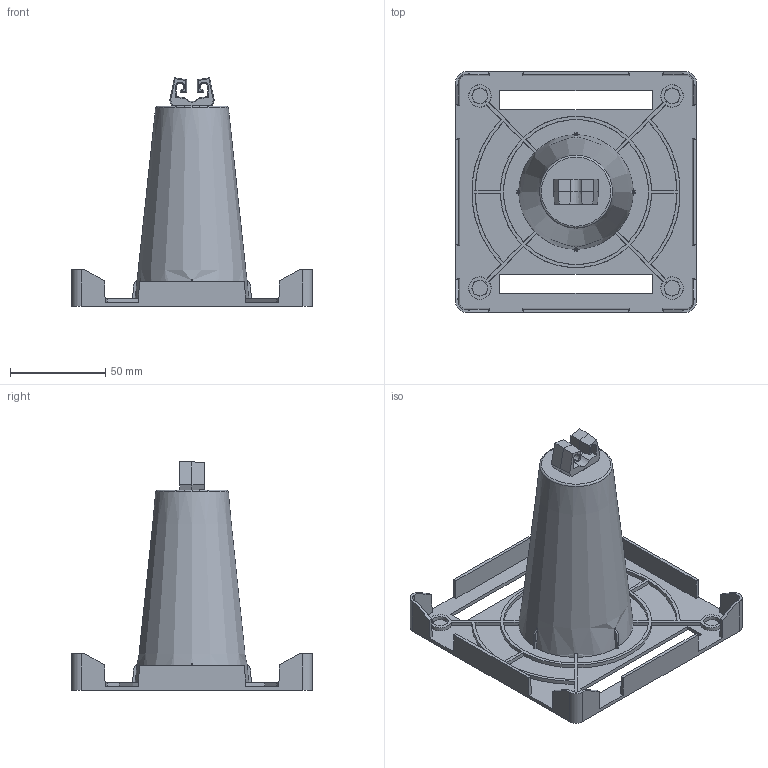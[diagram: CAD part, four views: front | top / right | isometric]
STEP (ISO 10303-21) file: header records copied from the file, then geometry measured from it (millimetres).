
FILE_DESCRIPTION(/* description */ (''),/* implementation_level */ '2;1');
FILE_NAME(/* name */ '',/* time_stamp */ '2023-08-31T13:20:54+03:00',/* author */ (''),/* organization */ (''),/* preprocessor_version */ 'ST-DEVELOPER v20',/* originating_system */ 'Autodesk Translation Framework v12.9.0.99',/* authorisation */ '');
FILE_SCHEMA (('AUTOMOTIVE_DESIGN { 1 0 10303 214 3 1 1 }'));
Length unit declared in the file: millimetre
Products named in the file (1): гром
Bounding box: 126 x 126 x 119.67 mm (x, y, z)
Volume: 72319.6 mm3; surface area: 71043.5 mm2
Topology: 2 solids, 2 shells, 215 faces, 571 edges, 371 vertices
Faces by surface type: plane 159, cone 34, cylinder 20, torus 2
Full cylindrical faces by diameter (mm): 10 x1
Entity records: 6607 total; most frequent: CARTESIAN_POINT 1282, ORIENTED_EDGE 1142, DIRECTION 1069, EDGE_CURVE 571, LINE 385, VECTOR 385, VERTEX_POINT 371, AXIS2_PLACEMENT_3D 342
